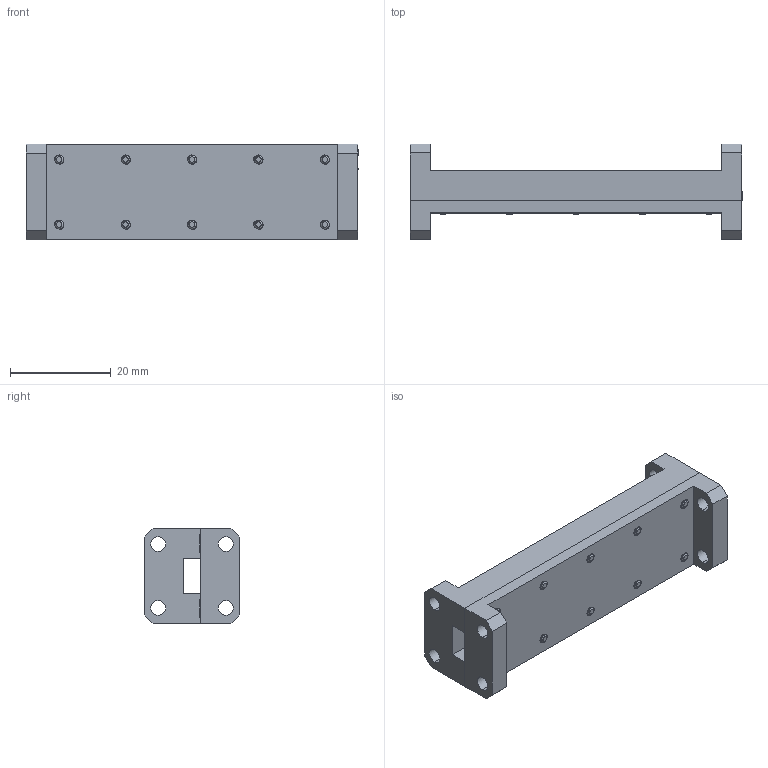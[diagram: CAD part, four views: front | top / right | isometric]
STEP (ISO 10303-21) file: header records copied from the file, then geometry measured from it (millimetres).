
FILE_DESCRIPTION (( 'STEP AP203' ), '1' );
FILE_NAME ('SWF-27323340-28-H1.STEP', '2019-04-19T17:12:15', ( '' ), ( '' ), 'SwSTEP 2.0', 'SolidWorks 2016', '' );
FILE_SCHEMA (( 'CONFIG_CONTROL_DESIGN' ));
Length unit declared in the file: inch
Products named in the file (1): SWF-27323340-28-H1
Bounding box: 66.04 x 19.05 x 19.05 mm (x, y, z)
Volume: 10031.3 mm3; surface area: 9993.4 mm2
Topology: 16 solids, 16 shells, 1020 faces, 2672 edges, 1706 vertices
Faces by surface type: cylinder 680, cone 162, plane 158, bspline 20
Entity records: 44975 total; most frequent: CARTESIAN_POINT 23103, ORIENTED_EDGE 5312, DIRECTION 3864, EDGE_CURVE 2656, VERTEX_POINT 1706, AXIS2_PLACEMENT_3D 1437, EDGE_LOOP 1114, FACE_OUTER_BOUND 1020
